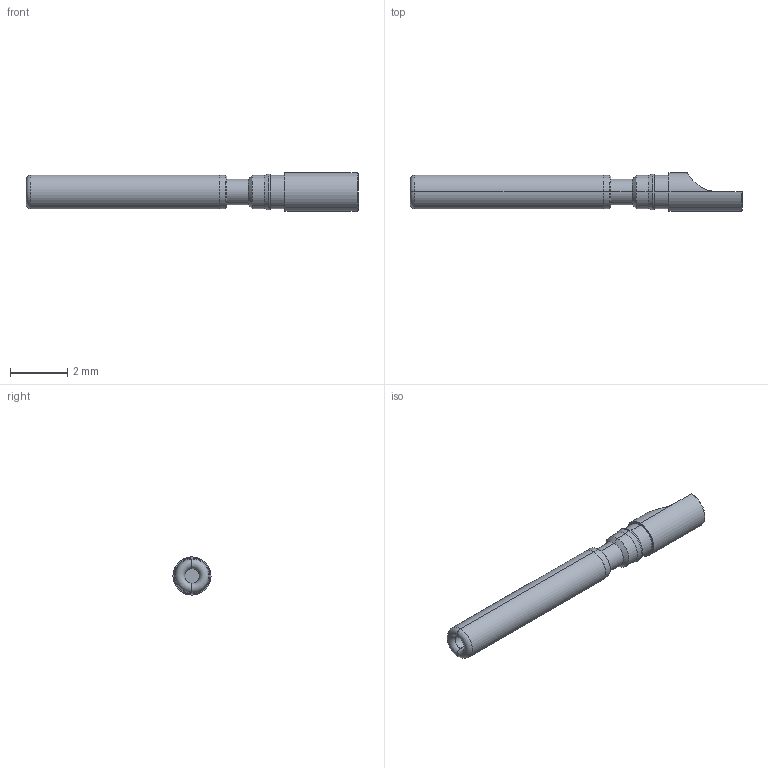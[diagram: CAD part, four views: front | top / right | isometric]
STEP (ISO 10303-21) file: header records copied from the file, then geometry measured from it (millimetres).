
FILE_DESCRIPTION (( 'STEP AP214' ), '1' );
FILE_NAME ('C-ICS45 B1 S2S5.STEP', '2015-02-11T12:55:11', ( 'Authorized User' ), ( '' ), 'SwSTEP 2.0', 'SolidWorks 2014', '' );
FILE_SCHEMA (( 'AUTOMOTIVE_DESIGN' ));
Length unit declared in the file: inch
Products named in the file (1): C-ICS45 B1 S2S5
Bounding box: 11.55 x 1.33 x 1.33 mm (x, y, z)
Volume: 7.4 mm3; surface area: 62.8 mm2
Topology: 1 solids, 1 shells, 42 faces, 88 edges, 51 vertices
Faces by surface type: cylinder 21, cone 10, plane 9, torus 2
Entity records: 1176 total; most frequent: CARTESIAN_POINT 218, DIRECTION 214, ORIENTED_EDGE 172, AXIS2_PLACEMENT_3D 87, EDGE_CURVE 86, VERTEX_POINT 51, EDGE_LOOP 47, CIRCLE 44
